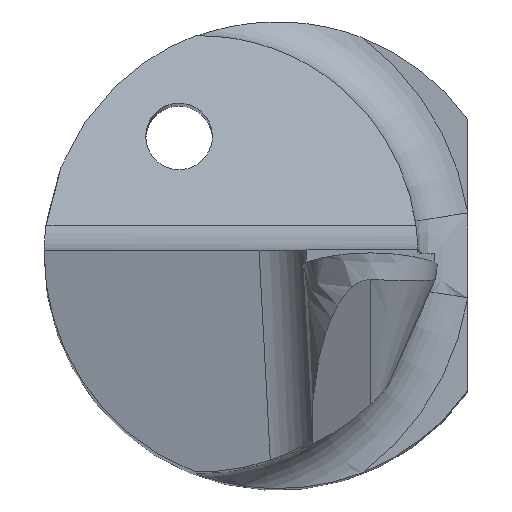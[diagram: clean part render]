
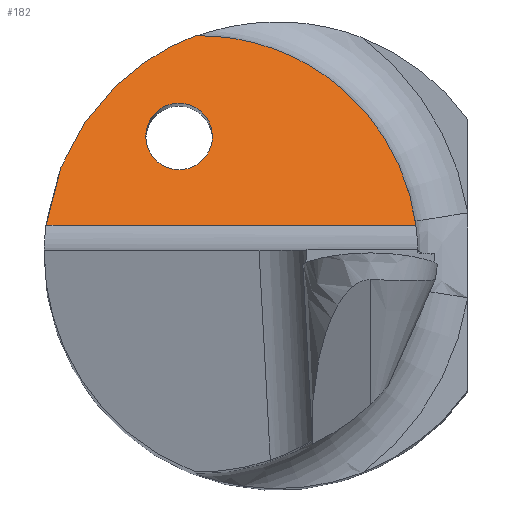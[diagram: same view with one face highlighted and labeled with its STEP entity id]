
A CAD part, top view. The second image highlights one B-rep face of the part: STEP entity #182.
In plain terms, the highlighted planar face has unit normal (0, 0.766, 0.643).
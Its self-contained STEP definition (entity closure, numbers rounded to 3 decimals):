
#4 = EDGE_CURVE ( 'NONE', #342, #1224, #143, .T. ) ;
#6 =( BOUNDED_CURVE ( )  B_SPLINE_CURVE ( 3, ( #10, #396, #766, #119 ),
 .UNSPECIFIED., .F., .T. ) 
 B_SPLINE_CURVE_WITH_KNOTS ( ( 4, 4 ),
 ( 6.265, 7.724 ),
 .UNSPECIFIED. ) 
 CURVE ( )  GEOMETRIC_REPRESENTATION_ITEM ( )  RATIONAL_B_SPLINE_CURVE ( ( 1., 0.83, 0.83, 1. ) ) 
 REPRESENTATION_ITEM ( '' )  );
#10 = CARTESIAN_POINT ( 'NONE',  ( -1.236, 3.274, 25.001 ) ) ;
#15 = CARTESIAN_POINT ( 'NONE',  ( -1.978, 1.762, 26.803 ) ) ;
#39 = CARTESIAN_POINT ( 'NONE',  ( -3.474, 0.424, 28.397 ) ) ;
#84 = CARTESIAN_POINT ( 'NONE',  ( -3.5, 0.424, 28.397 ) ) ;
#111 = CARTESIAN_POINT ( 'NONE',  ( -0.978, 2.762, 25.611 ) ) ;
#119 = CARTESIAN_POINT ( 'NONE',  ( 2.072, 0.424, 28.397 ) ) ;
#139 = ORIENTED_EDGE ( 'NONE', *, *, #535, .T. ) ;
#143 =( BOUNDED_CURVE ( )  B_SPLINE_CURVE ( 3, ( #1057, #472, #181, #938 ),
 .UNSPECIFIED., .F., .T. ) 
 B_SPLINE_CURVE_WITH_KNOTS ( ( 4, 4 ),
 ( 4.834, 5.922 ),
 .UNSPECIFIED. ) 
 CURVE ( )  GEOMETRIC_REPRESENTATION_ITEM ( )  RATIONAL_B_SPLINE_CURVE ( ( 1., 0.904, 0.904, 1. ) ) 
 REPRESENTATION_ITEM ( '' )  );
#181 = CARTESIAN_POINT ( 'NONE',  ( -2.487, 2.802, 25.563 ) ) ;
#182 = ADVANCED_FACE ( 'NONE', ( #649, #835 ), #389, .F. ) ;
#183 =( BOUNDED_CURVE ( )  B_SPLINE_CURVE ( 3, ( #391, #583, #767, #852 ),
 .UNSPECIFIED., .F., .T. ) 
 B_SPLINE_CURVE_WITH_KNOTS ( ( 4, 4 ),
 ( 1.571, 4.712 ),
 .UNSPECIFIED. ) 
 CURVE ( )  GEOMETRIC_REPRESENTATION_ITEM ( )  RATIONAL_B_SPLINE_CURVE ( ( 1., 0.333, 0.333, 1. ) ) 
 REPRESENTATION_ITEM ( '' )  );
#227 = CARTESIAN_POINT ( 'NONE',  ( -0.978, 1.762, 26.803 ) ) ;
#247 = VERTEX_POINT ( 'NONE', #1135 ) ;
#329 = EDGE_CURVE ( 'NONE', #330, #751, #879, .T. ) ;
#330 = VERTEX_POINT ( 'NONE', #227 ) ;
#342 = VERTEX_POINT ( 'NONE', #39 ) ;
#368 = CARTESIAN_POINT ( 'NONE',  ( -3.5, 0.424, 28.397 ) ) ;
#369 = DIRECTION ( 'NONE',  ( 1., 0., 0. ) ) ;
#389 = PLANE ( 'NONE',  #509 ) ;
#391 = CARTESIAN_POINT ( 'NONE',  ( -1.978, 1.762, 26.803 ) ) ;
#396 = CARTESIAN_POINT ( 'NONE',  ( 0.517, 3.307, 24.962 ) ) ;
#400 = EDGE_CURVE ( 'NONE', #1224, #247, #6, .T. ) ;
#413 = CARTESIAN_POINT ( 'NONE',  ( -0.978, 1.762, 26.803 ) ) ;
#423 = ORIENTED_EDGE ( 'NONE', *, *, #624, .F. ) ;
#435 = ORIENTED_EDGE ( 'NONE', *, *, #4, .F. ) ;
#439 = CARTESIAN_POINT ( 'NONE',  ( -1.236, 3.274, 25.001 ) ) ;
#472 = CARTESIAN_POINT ( 'NONE',  ( -3.312, 1.751, 26.816 ) ) ;
#483 = VECTOR ( 'NONE', #369, 1000. ) ;
#509 = AXIS2_PLACEMENT_3D ( 'NONE', #368, #746, #1228 ) ;
#535 = EDGE_CURVE ( 'NONE', #342, #247, #1223, .T. ) ;
#551 = EDGE_LOOP ( 'NONE', ( #139, #857, #435 ) ) ;
#583 = CARTESIAN_POINT ( 'NONE',  ( -1.978, 0.762, 27.995 ) ) ;
#624 = EDGE_CURVE ( 'NONE', #751, #330, #183, .T. ) ;
#649 = FACE_BOUND ( 'NONE', #833, .T. ) ;
#653 = ORIENTED_EDGE ( 'NONE', *, *, #329, .F. ) ;
#733 = CARTESIAN_POINT ( 'NONE',  ( -1.978, 1.762, 26.803 ) ) ;
#746 = DIRECTION ( 'NONE',  ( 0., -0.766, -0.643 ) ) ;
#751 = VERTEX_POINT ( 'NONE', #733 ) ;
#766 = CARTESIAN_POINT ( 'NONE',  ( 1.845, 2.163, 26.325 ) ) ;
#767 = CARTESIAN_POINT ( 'NONE',  ( -0.978, 0.762, 27.995 ) ) ;
#833 = EDGE_LOOP ( 'NONE', ( #423, #653 ) ) ;
#835 = FACE_OUTER_BOUND ( 'NONE', #551, .T. ) ;
#852 = CARTESIAN_POINT ( 'NONE',  ( -0.978, 1.762, 26.803 ) ) ;
#857 = ORIENTED_EDGE ( 'NONE', *, *, #400, .F. ) ;
#879 =( BOUNDED_CURVE ( )  B_SPLINE_CURVE ( 3, ( #413, #111, #1072, #15 ),
 .UNSPECIFIED., .F., .T. ) 
 B_SPLINE_CURVE_WITH_KNOTS ( ( 4, 4 ),
 ( 4.712, 7.854 ),
 .UNSPECIFIED. ) 
 CURVE ( )  GEOMETRIC_REPRESENTATION_ITEM ( )  RATIONAL_B_SPLINE_CURVE ( ( 1., 0.333, 0.333, 1. ) ) 
 REPRESENTATION_ITEM ( '' )  );
#938 = CARTESIAN_POINT ( 'NONE',  ( -1.236, 3.274, 25.001 ) ) ;
#1057 = CARTESIAN_POINT ( 'NONE',  ( -3.474, 0.424, 28.397 ) ) ;
#1072 = CARTESIAN_POINT ( 'NONE',  ( -1.978, 2.762, 25.611 ) ) ;
#1135 = CARTESIAN_POINT ( 'NONE',  ( 2.072, 0.424, 28.397 ) ) ;
#1223 = LINE ( 'NONE', #84, #483 ) ;
#1224 = VERTEX_POINT ( 'NONE', #439 ) ;
#1228 = DIRECTION ( 'NONE',  ( 0., 0.643, -0.766 ) ) ;
